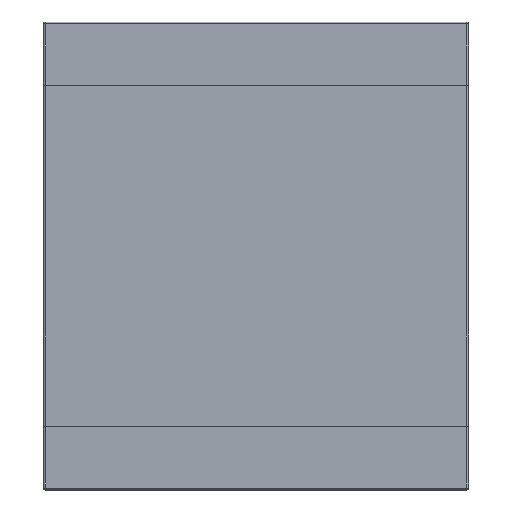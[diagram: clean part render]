
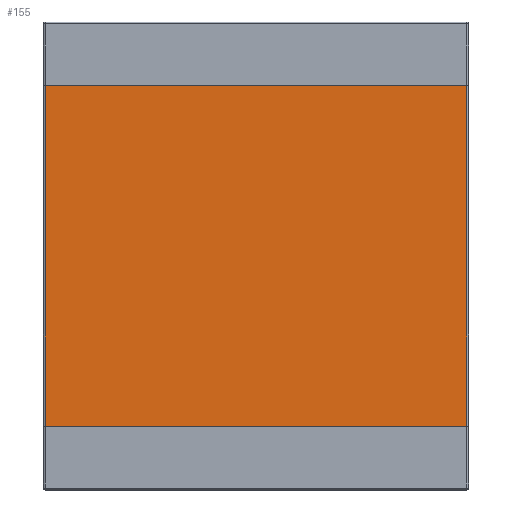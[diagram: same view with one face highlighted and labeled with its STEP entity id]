
A CAD part, top view. The second image highlights one B-rep face of the part: STEP entity #155.
In plain terms, the highlighted planar face has unit normal (0, 0, 1).
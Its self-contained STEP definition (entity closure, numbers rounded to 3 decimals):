
#155 = ADVANCED_FACE( '', ( #276 ), #277, .T. );
#276 = FACE_OUTER_BOUND( '', #374, .T. );
#277 = PLANE( '', #375 );
#374 = EDGE_LOOP( '', ( #598, #599, #600, #601 ) );
#375 = AXIS2_PLACEMENT_3D( '', #602, #603, #604 );
#598 = ORIENTED_EDGE( '', *, *, #679, .T. );
#599 = ORIENTED_EDGE( '', *, *, #699, .T. );
#600 = ORIENTED_EDGE( '', *, *, #689, .T. );
#601 = ORIENTED_EDGE( '', *, *, #654, .T. );
#602 = CARTESIAN_POINT( '', ( -2.54, -2.035, 0.9 ) );
#603 = DIRECTION( '', ( 0., 0., 1. ) );
#604 = DIRECTION( '', ( 1., 0., 0. ) );
#654 = EDGE_CURVE( '', #765, #767, #769, .T. );
#679 = EDGE_CURVE( '', #767, #800, #802, .T. );
#689 = EDGE_CURVE( '', #812, #765, #813, .T. );
#699 = EDGE_CURVE( '', #800, #812, #823, .T. );
#765 = VERTEX_POINT( '', #910 );
#767 = VERTEX_POINT( '', #912 );
#769 = LINE( '', #914, #915 );
#800 = VERTEX_POINT( '', #955 );
#802 = LINE( '', #957, #958 );
#812 = VERTEX_POINT( '', #969 );
#813 = LINE( '', #970, #971 );
#823 = LINE( '', #982, #983 );
#910 = CARTESIAN_POINT( '', ( 2.52, -2.035, 0.9 ) );
#912 = CARTESIAN_POINT( '', ( 2.52, 2.035, 0.9 ) );
#914 = CARTESIAN_POINT( '', ( 2.52, 2.035, 0.9 ) );
#915 = VECTOR( '', #1037, 1000. );
#955 = CARTESIAN_POINT( '', ( -2.52, 2.035, 0.9 ) );
#957 = CARTESIAN_POINT( '', ( 2.54, 2.035, 0.9 ) );
#958 = VECTOR( '', #1068, 1000. );
#969 = CARTESIAN_POINT( '', ( -2.52, -2.035, 0.9 ) );
#970 = CARTESIAN_POINT( '', ( -2.54, -2.035, 0.9 ) );
#971 = VECTOR( '', #1082, 1000. );
#982 = CARTESIAN_POINT( '', ( -2.52, -2.035, 0.9 ) );
#983 = VECTOR( '', #1093, 1000. );
#1037 = DIRECTION( '', ( 0., 1., 0. ) );
#1068 = DIRECTION( '', ( -1., 0., 0. ) );
#1082 = DIRECTION( '', ( 1., 0., 0. ) );
#1093 = DIRECTION( '', ( 0., -1., 0. ) );
